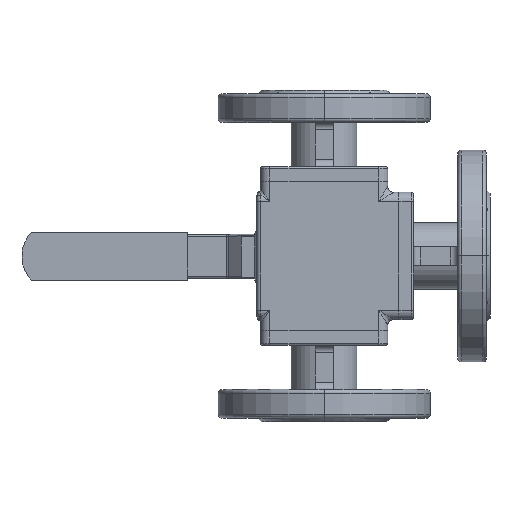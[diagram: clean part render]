
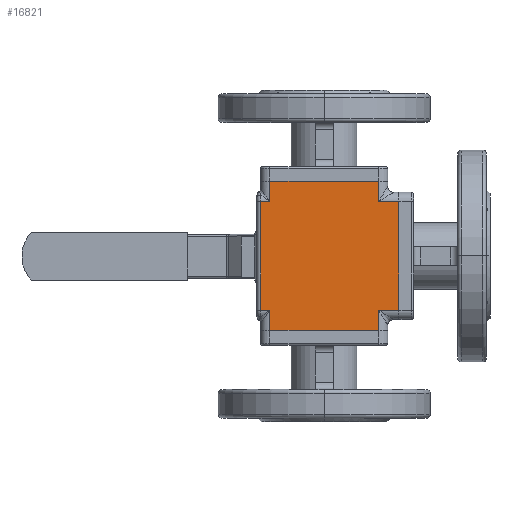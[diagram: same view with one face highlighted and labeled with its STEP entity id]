
A CAD part, top view. The second image highlights one B-rep face of the part: STEP entity #16821.
In plain terms, the highlighted planar face has unit normal (0, 0, 1).
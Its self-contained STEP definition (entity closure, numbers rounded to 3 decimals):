
#388=PLANE('',#19264);
#663=LINE('',#24814,#2130);
#1326=LINE('',#33362,#2793);
#1330=LINE('',#33374,#2797);
#1336=LINE('',#33390,#2803);
#1338=LINE('',#33396,#2805);
#1346=LINE('',#33418,#2813);
#1347=LINE('',#33422,#2814);
#1352=LINE('',#33436,#2819);
#1355=LINE('',#33442,#2822);
#1373=LINE('',#33494,#2840);
#1375=LINE('',#33503,#2842);
#1377=LINE('',#33511,#2844);
#2130=VECTOR('',#20208,1000.);
#2793=VECTOR('',#21855,1000.);
#2797=VECTOR('',#21867,1000.);
#2803=VECTOR('',#21885,1000.);
#2805=VECTOR('',#21893,1000.);
#2813=VECTOR('',#21915,1000.);
#2814=VECTOR('',#21920,1000.);
#2819=VECTOR('',#21935,1000.);
#2822=VECTOR('',#21944,1000.);
#2840=VECTOR('',#21998,1000.);
#2842=VECTOR('',#22014,1000.);
#2844=VECTOR('',#22028,1000.);
#6493=ORIENTED_EDGE('',*,*,#10672,.T.);
#6494=ORIENTED_EDGE('',*,*,#9455,.T.);
#6495=ORIENTED_EDGE('',*,*,#10675,.F.);
#6496=ORIENTED_EDGE('',*,*,#10665,.T.);
#6497=ORIENTED_EDGE('',*,*,#10708,.T.);
#6498=ORIENTED_EDGE('',*,*,#10635,.T.);
#6499=ORIENTED_EDGE('',*,*,#10652,.T.);
#6500=ORIENTED_EDGE('',*,*,#10715,.T.);
#6501=ORIENTED_EDGE('',*,*,#10641,.T.);
#6502=ORIENTED_EDGE('',*,*,#10649,.T.);
#6503=ORIENTED_EDGE('',*,*,#10701,.T.);
#6504=ORIENTED_EDGE('',*,*,#10663,.T.);
#9455=EDGE_CURVE('',#11968,#11972,#663,.T.);
#10635=EDGE_CURVE('',#12784,#12753,#1326,.T.);
#10641=EDGE_CURVE('',#12788,#12764,#1330,.T.);
#10649=EDGE_CURVE('',#12764,#12792,#1336,.T.);
#10652=EDGE_CURVE('',#12753,#12793,#1338,.T.);
#10663=EDGE_CURVE('',#12800,#11984,#1346,.T.);
#10665=EDGE_CURVE('',#11980,#12801,#1347,.T.);
#10672=EDGE_CURVE('',#11984,#11968,#1352,.T.);
#10675=EDGE_CURVE('',#11980,#11972,#1355,.T.);
#10701=EDGE_CURVE('',#12792,#12800,#1373,.T.);
#10708=EDGE_CURVE('',#12801,#12784,#1375,.T.);
#10715=EDGE_CURVE('',#12793,#12788,#1377,.T.);
#11968=VERTEX_POINT('',#24740);
#11972=VERTEX_POINT('',#24813);
#11980=VERTEX_POINT('',#25050);
#11984=VERTEX_POINT('',#25230);
#12753=VERTEX_POINT('',#32794);
#12764=VERTEX_POINT('',#33121);
#12784=VERTEX_POINT('',#33363);
#12788=VERTEX_POINT('',#33375);
#12792=VERTEX_POINT('',#33391);
#12793=VERTEX_POINT('',#33397);
#12800=VERTEX_POINT('',#33419);
#12801=VERTEX_POINT('',#33423);
#14644=EDGE_LOOP('',(#6493,#6494,#6495,#6496,#6497,#6498,#6499,#6500,#6501,
#6502,#6503,#6504));
#15707=FACE_BOUND('',#14644,.T.);
#16821=ADVANCED_FACE('',(#15707),#388,.F.);
#19264=AXIS2_PLACEMENT_3D('',#33518,#22040,#22041);
#20208=DIRECTION('',(0.,-1.,0.));
#21855=DIRECTION('',(0.,1.,0.));
#21867=DIRECTION('',(-1.,0.,0.));
#21885=DIRECTION('',(0.,1.,0.));
#21893=DIRECTION('',(1.,0.,0.));
#21915=DIRECTION('',(0.,-1.,0.));
#21920=DIRECTION('',(0.,-1.,0.));
#21935=DIRECTION('',(-1.,0.,0.));
#21944=DIRECTION('',(-1.,0.,0.));
#21998=DIRECTION('',(-1.,0.,0.));
#22014=DIRECTION('',(1.,0.,0.));
#22028=DIRECTION('',(0.,1.,0.));
#22040=DIRECTION('',(0.,0.,-1.));
#22041=DIRECTION('',(-1.,0.,0.));
#24740=CARTESIAN_POINT('',(-34.5,29.5,69.));
#24813=CARTESIAN_POINT('',(-34.5,-29.5,69.));
#24814=CARTESIAN_POINT('',(-34.5,0.,69.));
#25050=CARTESIAN_POINT('',(-29.5,-29.5,69.));
#25230=CARTESIAN_POINT('',(-29.5,29.5,69.));
#32794=CARTESIAN_POINT('',(29.5,-29.5,69.));
#33121=CARTESIAN_POINT('',(29.5,29.5,69.));
#33362=CARTESIAN_POINT('',(29.5,-29.5,69.));
#33363=CARTESIAN_POINT('',(29.5,-40.5,69.));
#33374=CARTESIAN_POINT('',(29.5,29.5,69.));
#33375=CARTESIAN_POINT('',(40.5,29.5,69.));
#33390=CARTESIAN_POINT('',(29.5,34.5,69.));
#33391=CARTESIAN_POINT('',(29.5,40.5,69.));
#33396=CARTESIAN_POINT('',(34.5,-29.5,69.));
#33397=CARTESIAN_POINT('',(40.5,-29.5,69.));
#33418=CARTESIAN_POINT('',(-29.5,29.5,69.));
#33419=CARTESIAN_POINT('',(-29.5,40.5,69.));
#33422=CARTESIAN_POINT('',(-29.5,-40.5,69.));
#33423=CARTESIAN_POINT('',(-29.5,-40.5,69.));
#33436=CARTESIAN_POINT('',(-34.5,29.5,69.));
#33442=CARTESIAN_POINT('',(-34.5,-29.5,69.));
#33494=CARTESIAN_POINT('',(-36.5,40.5,69.));
#33503=CARTESIAN_POINT('',(40.5,-40.5,69.));
#33511=CARTESIAN_POINT('',(40.5,0.,69.));
#33518=CARTESIAN_POINT('',(0.,0.,69.));
